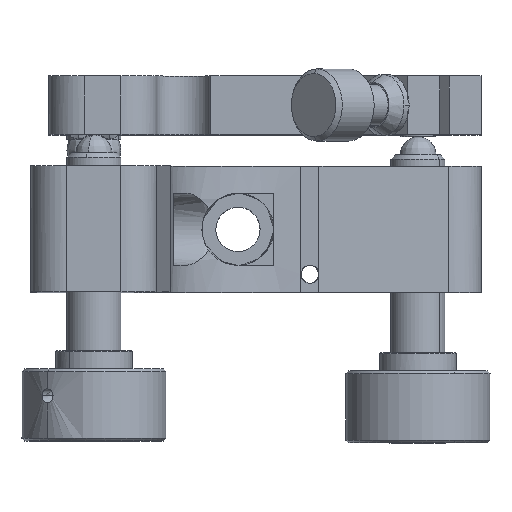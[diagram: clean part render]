
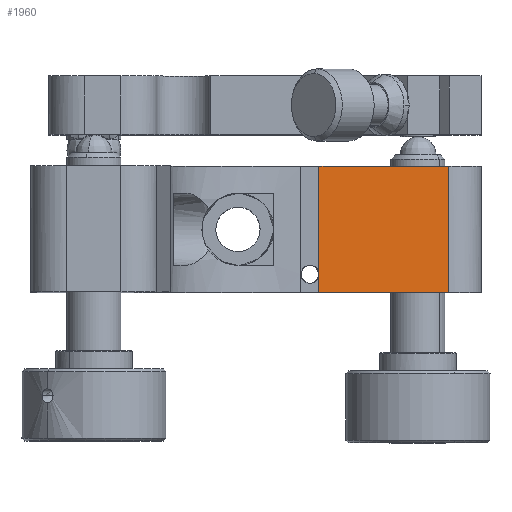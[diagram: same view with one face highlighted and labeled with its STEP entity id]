
A CAD part, top view. The second image highlights one B-rep face of the part: STEP entity #1960.
In plain terms, the highlighted planar face has unit normal (0.105, 0, 0.995).
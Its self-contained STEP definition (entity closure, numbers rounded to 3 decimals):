
#1140=B_SPLINE_CURVE_WITH_KNOTS('',1,(#22151,#22152),.UNSPECIFIED.,.F.,
 .F.,(2,2),(0.,2.),.UNSPECIFIED.);
#1141=B_SPLINE_CURVE_WITH_KNOTS('',1,(#22153,#22154),.UNSPECIFIED.,.F.,
 .F.,(2,2),(0.,12.),.UNSPECIFIED.);
#1186=B_SPLINE_CURVE_WITH_KNOTS('',1,(#22335,#22336),.UNSPECIFIED.,.F.,
 .F.,(2,2),(0.,14.5),.UNSPECIFIED.);
#1187=B_SPLINE_CURVE_WITH_KNOTS('',1,(#22337,#22338),.UNSPECIFIED.,.F.,
 .F.,(2,2),(-14.5,0.),.UNSPECIFIED.);
#1188=B_SPLINE_CURVE_WITH_KNOTS('',1,(#22339,#22340),.UNSPECIFIED.,.F.,
 .F.,(2,2),(-14.,0.),.UNSPECIFIED.);
#1960=ADVANCED_FACE('',(#2644),#11351,.T.);
#2644=FACE_OUTER_BOUND('',#3379,.T.);
#3379=EDGE_LOOP('',(#6482,#6483,#6484,#6485,#6486));
#6482=ORIENTED_EDGE('',*,*,#8765,.T.);
#6483=ORIENTED_EDGE('',*,*,#8710,.F.);
#6484=ORIENTED_EDGE('',*,*,#8709,.F.);
#6485=ORIENTED_EDGE('',*,*,#8766,.T.);
#6486=ORIENTED_EDGE('',*,*,#8767,.T.);
#8709=EDGE_CURVE('',#10814,#10810,#1140,.T.);
#8710=EDGE_CURVE('',#10810,#10815,#1141,.T.);
#8765=EDGE_CURVE('',#10862,#10815,#1186,.T.);
#8766=EDGE_CURVE('',#10814,#10863,#1187,.T.);
#8767=EDGE_CURVE('',#10863,#10862,#1188,.T.);
#10810=VERTEX_POINT('',#21965);
#10814=VERTEX_POINT('',#21969);
#10815=VERTEX_POINT('',#21970);
#10862=VERTEX_POINT('',#22017);
#10863=VERTEX_POINT('',#22018);
#11351=PLANE('',#11926);
#11926=AXIS2_PLACEMENT_3D('',#21236,#12246,$);
#12246=DIRECTION('',(0.105,0.,0.994));
#21236=CARTESIAN_POINT('',(8.719,-5.144,17.054));
#21965=CARTESIAN_POINT('',(10.292,-1.624,16.888));
#21969=CARTESIAN_POINT('',(10.292,-3.624,16.888));
#21970=CARTESIAN_POINT('',(10.292,10.376,16.888));
#22017=CARTESIAN_POINT('',(24.712,10.376,15.366));
#22018=CARTESIAN_POINT('',(24.712,-3.624,15.366));
#22151=CARTESIAN_POINT('',(10.292,-3.624,16.888));
#22152=CARTESIAN_POINT('',(10.292,-1.624,16.888));
#22153=CARTESIAN_POINT('',(10.292,-1.624,16.888));
#22154=CARTESIAN_POINT('',(10.292,10.376,16.888));
#22335=CARTESIAN_POINT('',(24.712,10.376,15.366));
#22336=CARTESIAN_POINT('',(10.292,10.376,16.888));
#22337=CARTESIAN_POINT('',(10.292,-3.624,16.888));
#22338=CARTESIAN_POINT('',(24.712,-3.624,15.366));
#22339=CARTESIAN_POINT('',(24.712,-3.624,15.366));
#22340=CARTESIAN_POINT('',(24.712,10.376,15.366));
